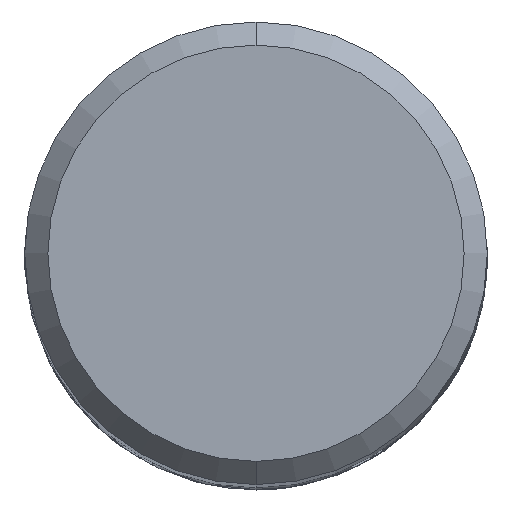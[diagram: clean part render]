
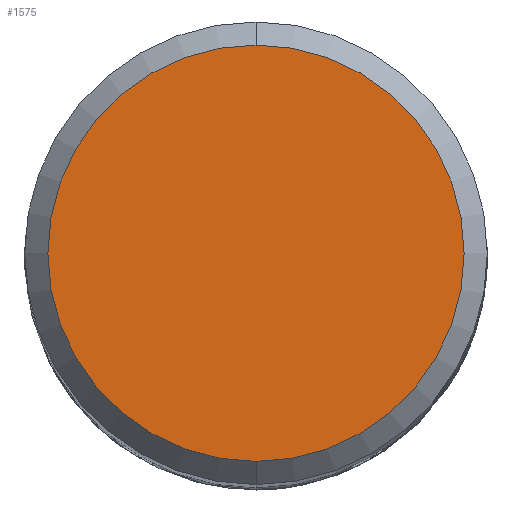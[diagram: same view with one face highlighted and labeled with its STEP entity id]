
A CAD part, top view. The second image highlights one B-rep face of the part: STEP entity #1575.
In plain terms, the highlighted planar face has unit normal (0, 0, 1).
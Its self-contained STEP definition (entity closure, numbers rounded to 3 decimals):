
#1529=EDGE_CURVE('',#2465,#2341,#3665,.T.);
#1575=ADVANCED_FACE('',(#3712),#3713,.T.);
#1601=EDGE_CURVE('',#2341,#2465,#3742,.T.);
#2341=VERTEX_POINT('',#4547);
#2465=VERTEX_POINT('',#4685);
#3665=CIRCLE('',#9059,5.4);
#3712=FACE_OUTER_BOUND('',#9218,.T.);
#3713=PLANE('',#9219);
#3742=CIRCLE('',#9436,5.4);
#4547=CARTESIAN_POINT('',(0.0,5.4,0.0));
#4685=CARTESIAN_POINT('',(0.,-5.4,0.0));
#9059=AXIS2_PLACEMENT_3D('',#23834,#23835,#23836);
#9218=EDGE_LOOP('',(#23871,#23872));
#9219=AXIS2_PLACEMENT_3D('',#23873,#23874,#23875);
#9436=AXIS2_PLACEMENT_3D('',#23904,#23905,#23906);
#23834=CARTESIAN_POINT('',(0.0,0.0,0.0));
#23835=DIRECTION('',(0.0,0.0,-1.0));
#23836=DIRECTION('',(0.0,1.0,0.0));
#23871=ORIENTED_EDGE('',*,*,#1601,.F.);
#23872=ORIENTED_EDGE('',*,*,#1529,.F.);
#23873=CARTESIAN_POINT('',(0.0,2.7,0.0));
#23874=DIRECTION('',(-0.0,0.0,1.0));
#23875=DIRECTION('',(0.0,-1.0,0.0));
#23904=CARTESIAN_POINT('',(0.0,0.0,0.0));
#23905=DIRECTION('',(0.0,0.0,-1.0));
#23906=DIRECTION('',(0.0,1.0,0.0));
